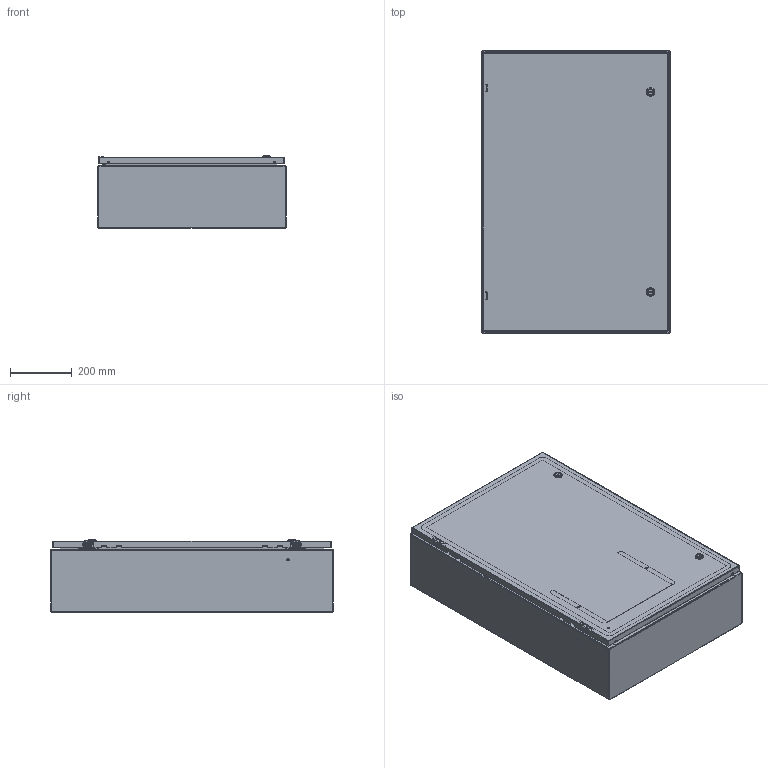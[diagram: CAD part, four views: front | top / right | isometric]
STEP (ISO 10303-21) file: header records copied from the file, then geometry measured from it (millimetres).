
FILE_DESCRIPTION (( 'STEP AP214' ), '1' );
FILE_NAME ('SCE-36EL2408LP.STEP', '2022-10-13T14:59:52', ( '' ), ( '' ), 'SwSTEP 2.0', 'SolidWorks 2021', '' );
FILE_SCHEMA (( 'AUTOMOTIVE_DESIGN' ));
Length unit declared in the file: inch
Products named in the file (1): SCE-36EL2408LP
Bounding box: 609.6 x 914.4 x 234.45 mm (x, y, z)
Volume: 5485502.7 mm3; surface area: 5168477.8 mm2
Topology: 51 solids, 51 shells, 2989 faces, 7835 edges, 4920 vertices
Faces by surface type: plane 1139, cylinder 888, bspline 700, cone 118, torus 94, sphere 50
Entity records: 167097 total; most frequent: CARTESIAN_POINT 59733, ORIENTED_EDGE 15482, DIRECTION 12433, EDGE_CURVE 7741, VERTEX_POINT 4920, AXIS2_PLACEMENT_3D 4572, LINE 3289, VECTOR 3289
